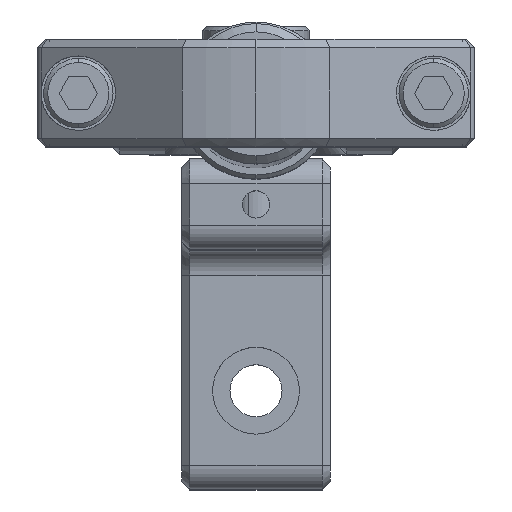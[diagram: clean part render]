
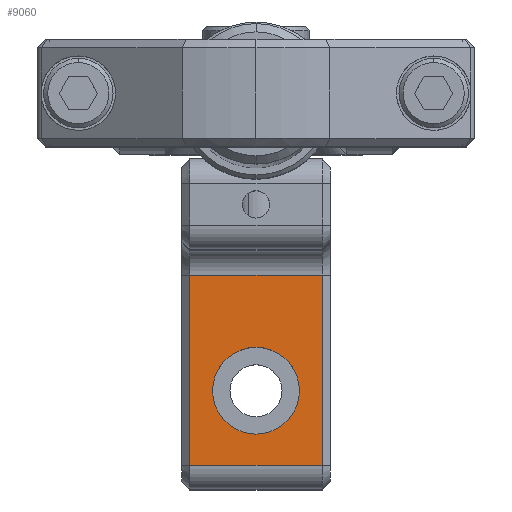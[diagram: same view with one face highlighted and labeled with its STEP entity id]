
A CAD part, top view. The second image highlights one B-rep face of the part: STEP entity #9060.
In plain terms, the highlighted planar face has unit normal (0, 0, 1).
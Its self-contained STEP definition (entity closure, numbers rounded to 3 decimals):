
#136 = ORIENTED_EDGE ( 'NONE', *, *, #21301, .F. ) ;
#346 = DIRECTION ( 'NONE',  ( 0., 0., 1. ) ) ;
#381 = DIRECTION ( 'NONE',  ( 0., 1., 0. ) ) ;
#422 = CIRCLE ( 'NONE', #20756, 5.25 ) ;
#1348 = EDGE_LOOP ( 'NONE', ( #2886, #14043, #14004, #3085 ) ) ;
#1380 = EDGE_CURVE ( 'NONE', #3909, #9283, #11153, .T. ) ;
#2886 = ORIENTED_EDGE ( 'NONE', *, *, #17206, .T. ) ;
#3085 = ORIENTED_EDGE ( 'NONE', *, *, #23510, .T. ) ;
#3270 = PLANE ( 'NONE',  #21955 ) ;
#3358 = CARTESIAN_POINT ( 'NONE',  ( 159.908, 183.517, 450.071 ) ) ;
#3909 = VERTEX_POINT ( 'NONE', #4850 ) ;
#3940 = VECTOR ( 'NONE', #24216, 1000. ) ;
#4303 = EDGE_CURVE ( 'NONE', #15235, #10332, #8127, .T. ) ;
#4850 = CARTESIAN_POINT ( 'NONE',  ( 145.658, 192.517, 450.071 ) ) ;
#5896 = CARTESIAN_POINT ( 'NONE',  ( 142.908, 183.517, 450.071 ) ) ;
#7835 = CARTESIAN_POINT ( 'NONE',  ( 158.908, 206.517, 450.071 ) ) ;
#7869 = LINE ( 'NONE', #7835, #14627 ) ;
#7879 = DIRECTION ( 'NONE',  ( 1., 0., 0. ) ) ;
#8127 = LINE ( 'NONE', #14845, #18753 ) ;
#8230 = CARTESIAN_POINT ( 'NONE',  ( 158.908, 183.517, 450.071 ) ) ;
#9060 = ADVANCED_FACE ( 'NONE', ( #10538, #15813 ), #3270, .F. ) ;
#9234 = DIRECTION ( 'NONE',  ( 0., 0., -1. ) ) ;
#9283 = VERTEX_POINT ( 'NONE', #12637 ) ;
#10332 = VERTEX_POINT ( 'NONE', #16027 ) ;
#10538 = FACE_BOUND ( 'NONE', #11272, .T. ) ;
#11028 = CARTESIAN_POINT ( 'NONE',  ( 159.908, 206.517, 450.071 ) ) ;
#11153 = CIRCLE ( 'NONE', #11674, 5.25 ) ;
#11272 = EDGE_LOOP ( 'NONE', ( #136, #16189 ) ) ;
#11674 = AXIS2_PLACEMENT_3D ( 'NONE', #20795, #20551, #17113 ) ;
#12637 = CARTESIAN_POINT ( 'NONE',  ( 156.158, 192.517, 450.071 ) ) ;
#12777 = DIRECTION ( 'NONE',  ( -1., 0., 0. ) ) ;
#13386 = DIRECTION ( 'NONE',  ( 0., -1., 0. ) ) ;
#14004 = ORIENTED_EDGE ( 'NONE', *, *, #4303, .F. ) ;
#14043 = ORIENTED_EDGE ( 'NONE', *, *, #15673, .T. ) ;
#14627 = VECTOR ( 'NONE', #381, 1000. ) ;
#14845 = CARTESIAN_POINT ( 'NONE',  ( 159.908, 183.517, 450.071 ) ) ;
#15171 = DIRECTION ( 'NONE',  ( -1., 0., 0. ) ) ;
#15235 = VERTEX_POINT ( 'NONE', #8230 ) ;
#15673 = EDGE_CURVE ( 'NONE', #15903, #10332, #15902, .T. ) ;
#15813 = FACE_OUTER_BOUND ( 'NONE', #1348, .T. ) ;
#15902 = LINE ( 'NONE', #5896, #20013 ) ;
#15903 = VERTEX_POINT ( 'NONE', #17836 ) ;
#16027 = CARTESIAN_POINT ( 'NONE',  ( 142.908, 183.517, 450.071 ) ) ;
#16189 = ORIENTED_EDGE ( 'NONE', *, *, #1380, .F. ) ;
#17113 = DIRECTION ( 'NONE',  ( 1., 0., 0. ) ) ;
#17206 = EDGE_CURVE ( 'NONE', #17246, #15903, #18416, .T. ) ;
#17246 = VERTEX_POINT ( 'NONE', #22192 ) ;
#17836 = CARTESIAN_POINT ( 'NONE',  ( 142.908, 206.517, 450.071 ) ) ;
#18416 = LINE ( 'NONE', #11028, #3940 ) ;
#18753 = VECTOR ( 'NONE', #15171, 1000. ) ;
#20013 = VECTOR ( 'NONE', #13386, 1000. ) ;
#20551 = DIRECTION ( 'NONE',  ( 0., 0., 1. ) ) ;
#20756 = AXIS2_PLACEMENT_3D ( 'NONE', #22927, #346, #7879 ) ;
#20795 = CARTESIAN_POINT ( 'NONE',  ( 150.908, 192.517, 450.071 ) ) ;
#21301 = EDGE_CURVE ( 'NONE', #9283, #3909, #422, .T. ) ;
#21955 = AXIS2_PLACEMENT_3D ( 'NONE', #3358, #9234, #12777 ) ;
#22192 = CARTESIAN_POINT ( 'NONE',  ( 158.908, 206.517, 450.071 ) ) ;
#22927 = CARTESIAN_POINT ( 'NONE',  ( 150.908, 192.517, 450.071 ) ) ;
#23510 = EDGE_CURVE ( 'NONE', #15235, #17246, #7869, .T. ) ;
#24216 = DIRECTION ( 'NONE',  ( -1., 0., 0. ) ) ;
